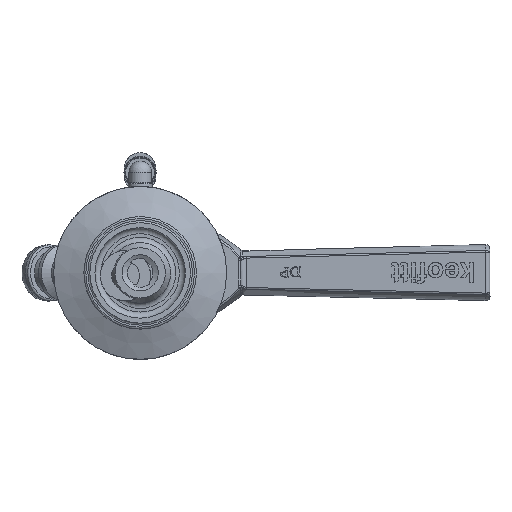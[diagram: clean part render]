
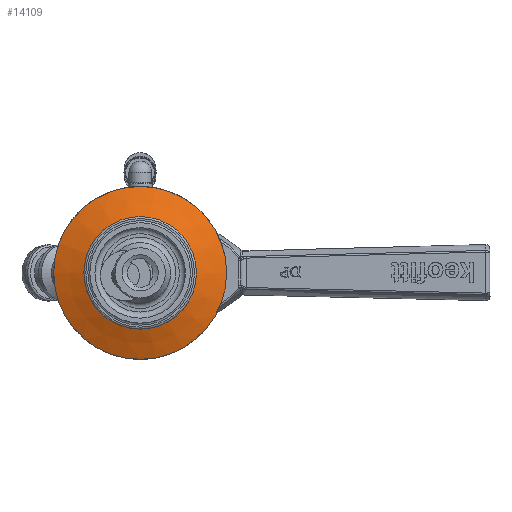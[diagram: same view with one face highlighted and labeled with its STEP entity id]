
A CAD part, front view. The second image highlights one B-rep face of the part: STEP entity #14109.
In plain terms, the highlighted conical face has half-angle 68.199 degrees and reference radius 17.75 mm.
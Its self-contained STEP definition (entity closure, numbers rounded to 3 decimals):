
#475=CONICAL_SURFACE('',#15137,17.75,1.19);
#1369=LINE('',#20676,#2241);
#2241=VECTOR('',#16814,17.75);
#3851=FACE_OUTER_BOUND('',#4645,.T.);
#4645=EDGE_LOOP('',(#10296,#10297,#10298,#10299,#10300,#10301));
#5575=CIRCLE('',#15138,21.5);
#5576=CIRCLE('',#15139,21.5);
#5577=CIRCLE('',#15140,14.);
#5578=CIRCLE('',#15141,14.);
#6275=VERTEX_POINT('',#20671);
#6276=VERTEX_POINT('',#20672);
#6277=VERTEX_POINT('',#20675);
#6278=VERTEX_POINT('',#20677);
#7806=EDGE_CURVE('',#6275,#6276,#5575,.T.);
#7807=EDGE_CURVE('',#6276,#6275,#5576,.T.);
#7808=EDGE_CURVE('',#6276,#6277,#1369,.T.);
#7809=EDGE_CURVE('',#6277,#6278,#5577,.T.);
#7810=EDGE_CURVE('',#6278,#6277,#5578,.T.);
#10296=ORIENTED_EDGE('',*,*,#7806,.F.);
#10297=ORIENTED_EDGE('',*,*,#7807,.F.);
#10298=ORIENTED_EDGE('',*,*,#7808,.T.);
#10299=ORIENTED_EDGE('',*,*,#7809,.T.);
#10300=ORIENTED_EDGE('',*,*,#7810,.T.);
#10301=ORIENTED_EDGE('',*,*,#7808,.F.);
#14109=ADVANCED_FACE('',(#3851),#475,.T.);
#15137=AXIS2_PLACEMENT_3D('',#20670,#16808,#16809);
#15138=AXIS2_PLACEMENT_3D('',#20673,#16810,#16811);
#15139=AXIS2_PLACEMENT_3D('',#20674,#16812,#16813);
#15140=AXIS2_PLACEMENT_3D('',#20678,#16815,#16816);
#15141=AXIS2_PLACEMENT_3D('',#20679,#16817,#16818);
#16808=DIRECTION('center_axis',(0.,1.,0.));
#16809=DIRECTION('ref_axis',(-1.,0.,0.));
#16810=DIRECTION('center_axis',(0.,1.,0.));
#16811=DIRECTION('ref_axis',(-1.,0.,0.));
#16812=DIRECTION('center_axis',(0.,1.,0.));
#16813=DIRECTION('ref_axis',(-1.,0.,0.));
#16814=DIRECTION('',(-0.928,-0.371,0.));
#16815=DIRECTION('center_axis',(0.,1.,0.));
#16816=DIRECTION('ref_axis',(-1.,0.,0.));
#16817=DIRECTION('center_axis',(0.,1.,0.));
#16818=DIRECTION('ref_axis',(-1.,0.,0.));
#20670=CARTESIAN_POINT('Origin',(0.122,13.866,0.));
#20671=CARTESIAN_POINT('',(-21.378,15.366,0.));
#20672=CARTESIAN_POINT('',(21.622,15.366,0.));
#20673=CARTESIAN_POINT('Origin',(0.122,15.366,0.));
#20674=CARTESIAN_POINT('Origin',(0.122,15.366,0.));
#20675=CARTESIAN_POINT('',(14.122,12.366,0.));
#20676=CARTESIAN_POINT('',(17.872,13.866,0.));
#20677=CARTESIAN_POINT('',(-13.878,12.366,0.));
#20678=CARTESIAN_POINT('Origin',(0.122,12.366,0.));
#20679=CARTESIAN_POINT('Origin',(0.122,12.366,0.));
